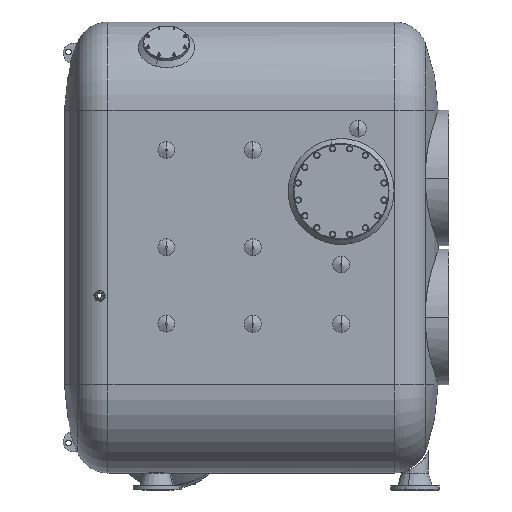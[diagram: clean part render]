
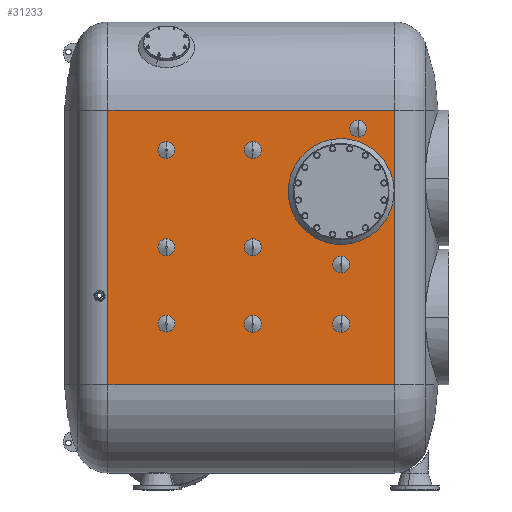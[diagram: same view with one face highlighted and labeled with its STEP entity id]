
A CAD part, left-side view. The second image highlights one B-rep face of the part: STEP entity #31233.
In plain terms, the highlighted planar face has unit normal (-1, 0, 0).
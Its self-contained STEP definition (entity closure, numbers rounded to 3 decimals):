
#104 = LINE ( 'NONE', #49884, #60948 ) ;
#516 = DIRECTION ( 'NONE',  ( 0., 0., -1. ) ) ;
#1665 = CARTESIAN_POINT ( 'NONE',  ( -565.482, -475.823, -740. ) ) ;
#3857 = FACE_BOUND ( 'NONE', #10749, .T. ) ;
#5391 = CARTESIAN_POINT ( 'NONE',  ( -565.482, -475.823, -940. ) ) ;
#5709 = VECTOR ( 'NONE', #28549, 1000. ) ;
#6539 = ORIENTED_EDGE ( 'NONE', *, *, #68538, .T. ) ;
#6933 = EDGE_CURVE ( 'NONE', #70778, #38515, #62557, .T. ) ;
#7606 = CARTESIAN_POINT ( 'NONE',  ( -565.482, 899.177, -260. ) ) ;
#8739 = CIRCLE ( 'NONE', #9841, 200. ) ;
#9841 = AXIS2_PLACEMENT_3D ( 'NONE', #1665, #62720, #68446 ) ;
#10749 = EDGE_LOOP ( 'NONE', ( #28469, #52352 ) ) ;
#11606 = DIRECTION ( 'NONE',  ( 0., 1., 0. ) ) ;
#11865 = EDGE_LOOP ( 'NONE', ( #60522, #64998, #63618, #6539 ) ) ;
#13137 = CARTESIAN_POINT ( 'NONE',  ( -565.482, -475.823, -740. ) ) ;
#18867 = CARTESIAN_POINT ( 'NONE',  ( -565.482, 899.177, -1880. ) ) ;
#20083 = AXIS2_PLACEMENT_3D ( 'NONE', #13137, #24681, #67711 ) ;
#21030 = EDGE_CURVE ( 'NONE', #49933, #27887, #104, .T. ) ;
#21100 = CARTESIAN_POINT ( 'NONE',  ( -565.482, -475.823, -540. ) ) ;
#24012 = VERTEX_POINT ( 'NONE', #5391 ) ;
#24681 = DIRECTION ( 'NONE',  ( -1., 0., 0. ) ) ;
#24935 = EDGE_CURVE ( 'NONE', #27887, #38515, #67952, .T. ) ;
#26326 = EDGE_CURVE ( 'NONE', #28587, #24012, #8739, .T. ) ;
#26510 = CARTESIAN_POINT ( 'NONE',  ( -565.482, -790.823, -1880. ) ) ;
#27718 = CARTESIAN_POINT ( 'NONE',  ( -565.482, 899.177, -260. ) ) ;
#27887 = VERTEX_POINT ( 'NONE', #18867 ) ;
#27942 = CARTESIAN_POINT ( 'NONE',  ( -565.482, 899.177, -1880. ) ) ;
#28469 = ORIENTED_EDGE ( 'NONE', *, *, #26326, .F. ) ;
#28549 = DIRECTION ( 'NONE',  ( 0., 1., 0. ) ) ;
#28587 = VERTEX_POINT ( 'NONE', #21100 ) ;
#31233 = ADVANCED_FACE ( 'NONE', ( #3857, #69963 ), #55770, .F. ) ;
#32246 = DIRECTION ( 'NONE',  ( 0., 0., 1. ) ) ;
#32302 = CARTESIAN_POINT ( 'NONE',  ( -565.482, -790.823, -260. ) ) ;
#35056 = CIRCLE ( 'NONE', #20083, 200. ) ;
#36898 = CARTESIAN_POINT ( 'NONE',  ( -565.482, -790.823, -1880. ) ) ;
#38515 = VERTEX_POINT ( 'NONE', #27718 ) ;
#42508 = DIRECTION ( 'NONE',  ( 0., 0., 1. ) ) ;
#42585 = EDGE_CURVE ( 'NONE', #24012, #28587, #35056, .T. ) ;
#49592 = DIRECTION ( 'NONE',  ( 1., 0., 0. ) ) ;
#49884 = CARTESIAN_POINT ( 'NONE',  ( -565.482, 899.177, -1880. ) ) ;
#49933 = VERTEX_POINT ( 'NONE', #36898 ) ;
#52352 = ORIENTED_EDGE ( 'NONE', *, *, #42585, .F. ) ;
#52915 = LINE ( 'NONE', #26510, #69150 ) ;
#55770 = PLANE ( 'NONE',  #70319 ) ;
#60522 = ORIENTED_EDGE ( 'NONE', *, *, #6933, .T. ) ;
#60948 = VECTOR ( 'NONE', #11606, 1000. ) ;
#62557 = LINE ( 'NONE', #7606, #5709 ) ;
#62577 = CARTESIAN_POINT ( 'NONE',  ( -565.482, 899.177, -1880. ) ) ;
#62720 = DIRECTION ( 'NONE',  ( -1., 0., 0. ) ) ;
#63618 = ORIENTED_EDGE ( 'NONE', *, *, #21030, .F. ) ;
#63707 = VECTOR ( 'NONE', #42508, 1000. ) ;
#64998 = ORIENTED_EDGE ( 'NONE', *, *, #24935, .F. ) ;
#67711 = DIRECTION ( 'NONE',  ( 0., 0., 1. ) ) ;
#67952 = LINE ( 'NONE', #62577, #63707 ) ;
#68446 = DIRECTION ( 'NONE',  ( 0., 0., 1. ) ) ;
#68538 = EDGE_CURVE ( 'NONE', #49933, #70778, #52915, .T. ) ;
#69150 = VECTOR ( 'NONE', #32246, 1000. ) ;
#69963 = FACE_OUTER_BOUND ( 'NONE', #11865, .T. ) ;
#70319 = AXIS2_PLACEMENT_3D ( 'NONE', #27942, #49592, #516 ) ;
#70778 = VERTEX_POINT ( 'NONE', #32302 ) ;
